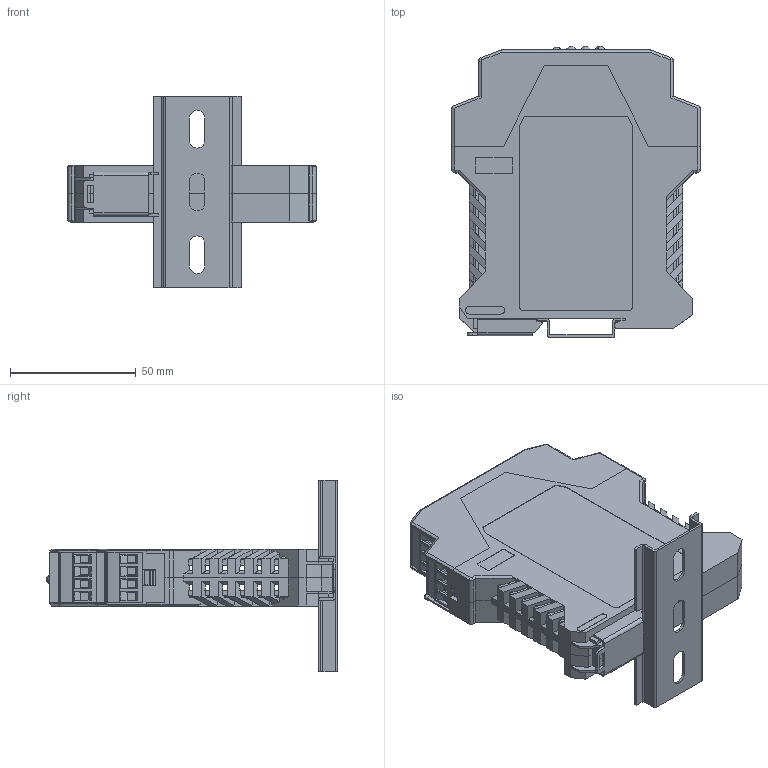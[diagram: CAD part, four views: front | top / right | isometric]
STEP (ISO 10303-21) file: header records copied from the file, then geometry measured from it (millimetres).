
FILE_DESCRIPTION (( 'STEP AP203' ), '1' );
FILE_NAME ('60004 3-D assembly.STEP', '2019-05-08T23:43:23', ( '' ), ( '' ), 'SwSTEP 2.0', 'SolidWorks 2017', '' );
FILE_SCHEMA (( 'CONFIG_CONTROL_DESIGN' ));
Length unit declared in the file: millimetre
Products named in the file (15): LED dummy_GREEN LED; ME_VERRIEGELUNGSHAKEN.1; 38362-003 DIN rail_38362-001; 62001-TAB 2909170; 60004 3-D assembly; 62003-003; ME...LP-Fragment_OT-MSTBO-MKDSO_H.Select; 62002-002 2908980; Fussriegel_17.5_L30_H.Select; MSTBT_2.5_4_ST_H.Select; ME...LP-Fragment_UT_H.Select; 72105 1878040; ME_22.5_UTL_H_H.Select__00392903; LED dummy_RED LED; ME_22.5_UTR_H_H.Select__00393036
Assembly tree (20 placements, depth 3):
  60004 3-D assembly
    62001-TAB 2909170
      Fussriegel_17.5_L30_H.Select
      ME...LP-Fragment_UT_H.Select
      ME_22.5_UTL_H_H.Select__00392903
      ME_22.5_UTR_H_H.Select__00393036
      ME_VERRIEGELUNGSHAKEN.1  x2
    62002-002 2908980
      62003-003
      ME...LP-Fragment_OT-MSTBO-MKDSO_H.Select
    72105 1878040  x4
      MSTBT_2.5_4_ST_H.Select
    LED dummy_RED LED  x3
    LED dummy_GREEN LED
    38362-003 DIN rail_38362-001
Bounding box: 99 x 115.94 x 76.2 mm (x, y, z)
Volume: 78341.4 mm3; surface area: 89345.4 mm2
Topology: 17 solids, 17 shells, 2427 faces, 6709 edges, 4378 vertices
Faces by surface type: plane 1886, cylinder 517, cone 8, bspline 8, sphere 8
Entity records: 58289 total; most frequent: CARTESIAN_POINT 10316, ORIENTED_EDGE 9950, DIRECTION 9137, EDGE_CURVE 4975, LINE 4095, VECTOR 4095, VERTEX_POINT 3262, AXIS2_PLACEMENT_3D 2521
